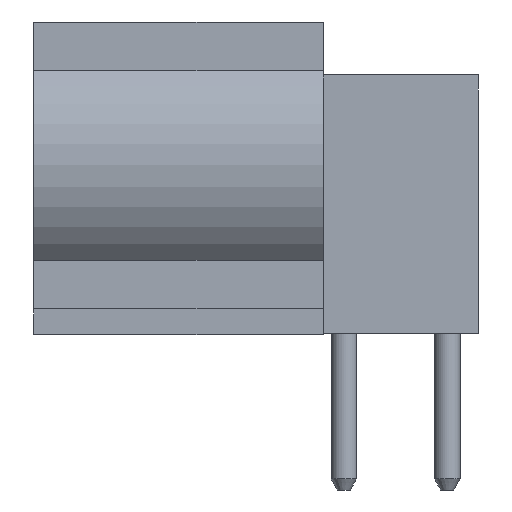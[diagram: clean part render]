
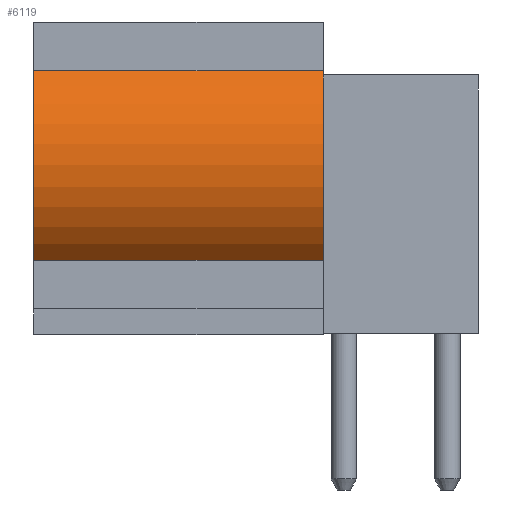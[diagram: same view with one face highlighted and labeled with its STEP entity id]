
A CAD part, left-side view. The second image highlights one B-rep face of the part: STEP entity #6119.
In plain terms, the highlighted cylindrical face has radius 2.5 mm (diameter 5 mm), a partial arc.
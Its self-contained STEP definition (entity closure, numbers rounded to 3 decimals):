
#483=LINE($,#11187,#828);
#484=LINE($,#11189,#829);
#828=VECTOR($,#8244,5.6);
#829=VECTOR($,#8247,5.6);
#962=CYLINDRICAL_SURFACE($,#6779,2.5);
#1484=FACE_OUTER_BOUND($,#2043,.T.);
#2043=EDGE_LOOP($,(#5059,#5060,#5061,#5062));
#2408=CIRCLE($,#6602,2.5);
#2423=CIRCLE($,#6631,2.5);
#2817=VERTEX_POINT($,#10660);
#2818=VERTEX_POINT($,#10662);
#2854=VERTEX_POINT($,#10756);
#2855=VERTEX_POINT($,#10758);
#3465=EDGE_CURVE($,#2818,#2817,#2408,.T.);
#3510=EDGE_CURVE($,#2854,#2855,#2423,.T.);
#3710=EDGE_CURVE($,#2818,#2854,#483,.T.);
#3711=EDGE_CURVE($,#2817,#2855,#484,.T.);
#5059=ORIENTED_EDGE($,*,*,#3465,.T.);
#5060=ORIENTED_EDGE($,*,*,#3711,.T.);
#5061=ORIENTED_EDGE($,*,*,#3510,.F.);
#5062=ORIENTED_EDGE($,*,*,#3710,.F.);
#6119=ADVANCED_FACE($,(#1484),#962,.T.);
#6602=AXIS2_PLACEMENT_3D($,#10663,#7714,#7715);
#6631=AXIS2_PLACEMENT_3D($,#10759,#7802,#7803);
#6779=AXIS2_PLACEMENT_3D($,#11188,#8245,#8246);
#7714=DIRECTION('center_axis',(0.,-1.,0.));
#7715=DIRECTION('ref_axis',(-0.68,0.,0.733));
#7802=DIRECTION('center_axis',(0.,-1.,0.));
#7803=DIRECTION('ref_axis',(-0.68,0.,0.733));
#8244=DIRECTION($,(0.,-1.,0.));
#8245=DIRECTION('center_axis',(0.,-1.,0.));
#8246=DIRECTION('ref_axis',(-1.,0.,0.));
#8247=DIRECTION($,(0.,-1.,0.));
#10660=CARTESIAN_POINT('',(-11.2,7.1,1.442));
#10662=CARTESIAN_POINT('',(-11.2,7.1,5.108));
#10663=CARTESIAN_POINT('Origin',(-9.5,7.1,3.275));
#10756=CARTESIAN_POINT('',(-11.2,1.5,5.108));
#10758=CARTESIAN_POINT('',(-11.2,1.5,1.442));
#10759=CARTESIAN_POINT('Origin',(-9.5,1.5,3.275));
#11187=CARTESIAN_POINT($,(-11.2,7.1,5.108));
#11188=CARTESIAN_POINT('Origin',(-9.5,7.1,3.275));
#11189=CARTESIAN_POINT($,(-11.2,7.1,1.442));
